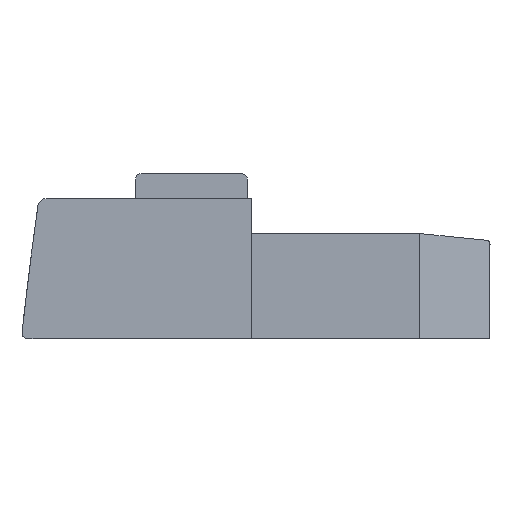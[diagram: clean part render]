
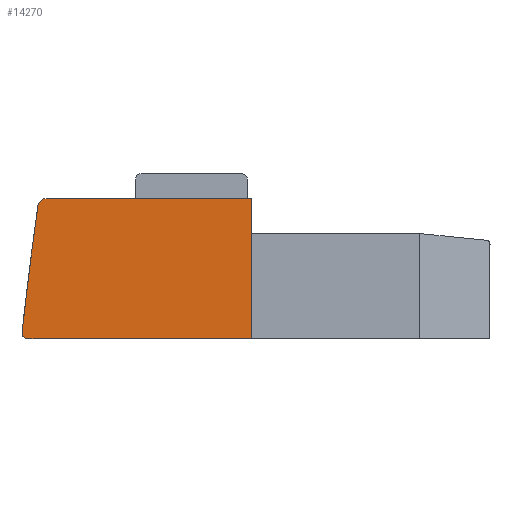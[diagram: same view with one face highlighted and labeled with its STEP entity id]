
A CAD part, left-side view. The second image highlights one B-rep face of the part: STEP entity #14270.
In plain terms, the highlighted face is planar.
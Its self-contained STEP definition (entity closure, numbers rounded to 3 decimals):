
#1145 = DIRECTION ( 'NONE',  ( 0., 1., 0. ) ) ;
#1146 = VECTOR ( 'NONE', #1145, 1000. ) ;
#1147 = CARTESIAN_POINT ( 'NONE',  ( -0.5, 53.256, 0.162 ) ) ;
#1148 = LINE ( 'NONE', #1147, #1146 ) ;
#1149 = CARTESIAN_POINT ( 'NONE',  ( -0.5, 38.603, 0.162 ) ) ;
#1280 = CARTESIAN_POINT ( 'NONE',  ( -0.5, 53.256, 0.162 ) ) ;
#1305 = PLANE ( 'NONE',  #1365 ) ;
#1306 = FACE_OUTER_BOUND ( 'NONE', #14271, .T. ) ;
#1353 = DIRECTION ( 'NONE',  ( 0., 0., -1. ) ) ;
#1354 = VECTOR ( 'NONE', #1353, 1000. ) ;
#1355 = CARTESIAN_POINT ( 'NONE',  ( -0.5, 38.603, 0.162 ) ) ;
#1356 = LINE ( 'NONE', #1355, #1354 ) ;
#1357 = CARTESIAN_POINT ( 'NONE',  ( -0.5, 38.603, 2.662 ) ) ;
#1358 = DIRECTION ( 'NONE',  ( 0., 0., -1. ) ) ;
#1359 = VECTOR ( 'NONE', #1358, 1000. ) ;
#1360 = CARTESIAN_POINT ( 'NONE',  ( -0.5, 38.603, 0.762 ) ) ;
#1361 = LINE ( 'NONE', #1360, #1359 ) ;
#1362 = DIRECTION ( 'NONE',  ( 0., 0., -1. ) ) ;
#1363 = DIRECTION ( 'NONE',  ( 1., 0., 0. ) ) ;
#1364 = CARTESIAN_POINT ( 'NONE',  ( -0.5, 53.256, 0.762 ) ) ;
#1365 = AXIS2_PLACEMENT_3D ( 'NONE', #1364, #1363, #1362 ) ;
#1371 = CARTESIAN_POINT ( 'NONE',  ( -0.5, 54.634, 10.16 ) ) ;
#1372 = DIRECTION ( 'NONE',  ( 0., -1., 0. ) ) ;
#1373 = VECTOR ( 'NONE', #1372, 1000. ) ;
#1374 = CARTESIAN_POINT ( 'NONE',  ( -0.5, 54.634, 10.16 ) ) ;
#1375 = LINE ( 'NONE', #1374, #1373 ) ;
#1376 = CARTESIAN_POINT ( 'NONE',  ( -0.5, 38.603, 10.16 ) ) ;
#1516 = DIRECTION ( 'NONE',  ( 0., 0., -1. ) ) ;
#1517 = DIRECTION ( 'NONE',  ( 1., 0., 0. ) ) ;
#1518 = CARTESIAN_POINT ( 'NONE',  ( -0.5, 54.59, 9.762 ) ) ;
#1519 = AXIS2_PLACEMENT_3D ( 'NONE', #1518, #1517, #1516 ) ;
#1520 = CIRCLE ( 'NONE', #1519, 0.4 ) ;
#1521 = CARTESIAN_POINT ( 'NONE',  ( -0.5, 54.988, 9.718 ) ) ;
#1522 = DIRECTION ( 'NONE',  ( 0., 0., -1. ) ) ;
#1523 = DIRECTION ( 'NONE',  ( 1., 0., 0. ) ) ;
#1524 = CARTESIAN_POINT ( 'NONE',  ( -0.5, -243.198, 42.662 ) ) ;
#1525 = AXIS2_PLACEMENT_3D ( 'NONE', #1524, #1523, #1522 ) ;
#1526 = CIRCLE ( 'NONE', #1525, 300. ) ;
#1527 = CARTESIAN_POINT ( 'NONE',  ( -0.5, 53.85, 0.678 ) ) ;
#1528 = DIRECTION ( 'NONE',  ( 0., 0., -1. ) ) ;
#1529 = DIRECTION ( 'NONE',  ( 1., 0., 0. ) ) ;
#1530 = CARTESIAN_POINT ( 'NONE',  ( -0.5, 53.256, 0.762 ) ) ;
#1531 = AXIS2_PLACEMENT_3D ( 'NONE', #1530, #1529, #1528 ) ;
#1532 = CIRCLE ( 'NONE', #1531, 0.6 ) ;
#14150 = VERTEX_POINT ( 'NONE', #1149 ) ;
#14152 = EDGE_CURVE ( 'NONE', #14150, #14218, #1148, .T. ) ;
#14206 = ORIENTED_EDGE ( 'NONE', *, *, #14152, .T. ) ;
#14218 = VERTEX_POINT ( 'NONE', #1280 ) ;
#14270 = ADVANCED_FACE ( 'NONE', ( #1306 ), #1305, .T. ) ;
#14271 = EDGE_LOOP ( 'NONE', ( #14272, #14273, #14276, #14206, #14337, #14340, #14343 ) ) ;
#14272 = ORIENTED_EDGE ( 'NONE', *, *, #14298, .T. ) ;
#14273 = ORIENTED_EDGE ( 'NONE', *, *, #14274, .T. ) ;
#14274 = EDGE_CURVE ( 'NONE', #14296, #14275, #1361, .T. ) ;
#14275 = VERTEX_POINT ( 'NONE', #1357 ) ;
#14276 = ORIENTED_EDGE ( 'NONE', *, *, #14277, .T. ) ;
#14277 = EDGE_CURVE ( 'NONE', #14275, #14150, #1356, .T. ) ;
#14296 = VERTEX_POINT ( 'NONE', #1376 ) ;
#14298 = EDGE_CURVE ( 'NONE', #14299, #14296, #1375, .T. ) ;
#14299 = VERTEX_POINT ( 'NONE', #1371 ) ;
#14337 = ORIENTED_EDGE ( 'NONE', *, *, #14338, .T. ) ;
#14338 = EDGE_CURVE ( 'NONE', #14218, #14339, #1532, .T. ) ;
#14339 = VERTEX_POINT ( 'NONE', #1527 ) ;
#14340 = ORIENTED_EDGE ( 'NONE', *, *, #14341, .T. ) ;
#14341 = EDGE_CURVE ( 'NONE', #14339, #14342, #1526, .T. ) ;
#14342 = VERTEX_POINT ( 'NONE', #1521 ) ;
#14343 = ORIENTED_EDGE ( 'NONE', *, *, #14344, .T. ) ;
#14344 = EDGE_CURVE ( 'NONE', #14342, #14299, #1520, .T. ) ;
